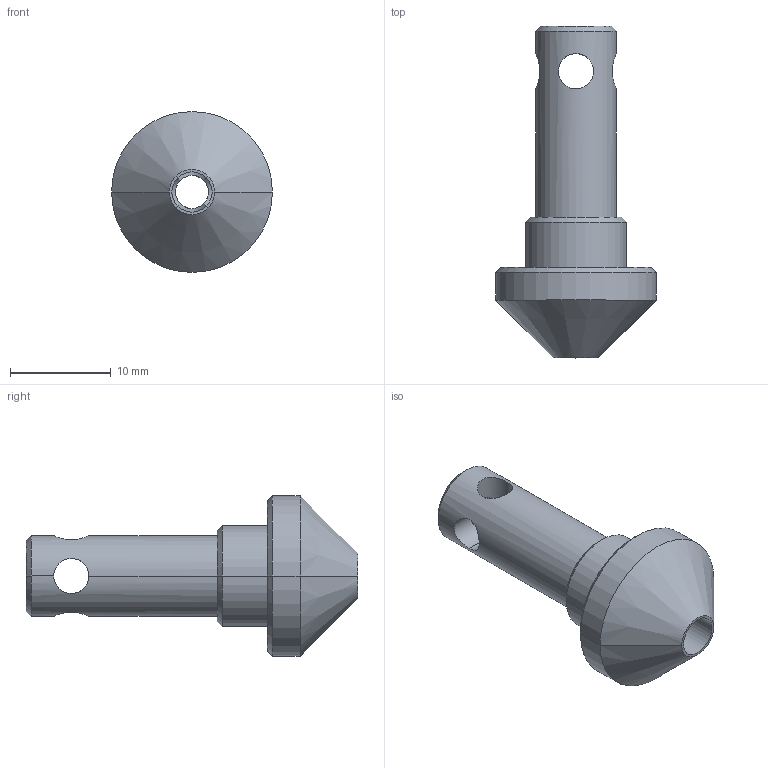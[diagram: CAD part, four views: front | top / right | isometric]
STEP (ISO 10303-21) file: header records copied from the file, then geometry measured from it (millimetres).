
FILE_DESCRIPTION (( 'STEP AP203' ), '1' );
FILE_NAME ('XWG0104-D-INOX-EMBOUTBUSE.STEP', '2024-04-25T14:40:28', ( '' ), ( '' ), 'SwSTEP 2.0', 'SolidWorks 2021', '' );
FILE_SCHEMA (( 'CONFIG_CONTROL_DESIGN' ));
Length unit declared in the file: millimetre
Products named in the file (1): XWG0104-D-INOX-EMBOUTBUSE
Bounding box: 16 x 33 x 16 mm (x, y, z)
Volume: 2029.2 mm3; surface area: 1648.8 mm2
Topology: 1 solids, 1 shells, 30 faces, 84 edges, 52 vertices
Faces by surface type: cylinder 18, cone 8, plane 4
Entity records: 1349 total; most frequent: CARTESIAN_POINT 535, ORIENTED_EDGE 168, DIRECTION 138, EDGE_CURVE 84, AXIS2_PLACEMENT_3D 55, VERTEX_POINT 52, EDGE_LOOP 36, ADVANCED_FACE 30
